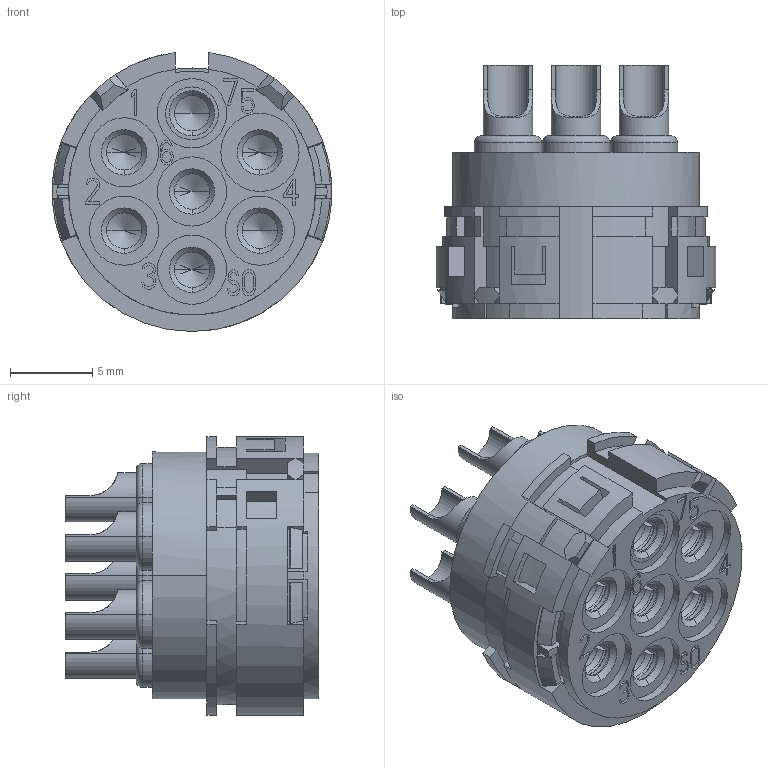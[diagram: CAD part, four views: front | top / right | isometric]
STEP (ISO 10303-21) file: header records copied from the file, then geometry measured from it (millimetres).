
FILE_DESCRIPTION((''),'2;1');
FILE_NAME('HR23-007-FST_SW0002','2017-07-21T',('tc.chen'),(''),'PRO/ENGINEER BY PARAMETRIC TECHNOLOGY CORPORATION, 2012480','PRO/ENGINEER BY PARAMETRIC TECHNOLOGY CORPORATION, 2012480','');
FILE_SCHEMA(('AUTOMOTIVE_DESIGN { 1 0 10303 214 1 1 1 1 }'));
Length unit declared in the file: millimetre
Products named in the file (1): HR23-007-FST_SW0002
Bounding box: 16.96 x 15.4 x 16.94 mm (x, y, z)
Volume: 1707 mm3; surface area: 3974.9 mm2
Topology: 1 solids, 1 shells, 1233 faces, 3481 edges, 2269 vertices
Faces by surface type: plane 879, cylinder 224, cone 88, torus 42
Entity records: 41619 total; most frequent: CARTESIAN_POINT 7747, ORIENTED_EDGE 6906, DIRECTION 6511, EDGE_CURVE 3453, VECTOR 2637, LINE 2637, VERTEX_POINT 2269, AXIS2_PLACEMENT_3D 1937
